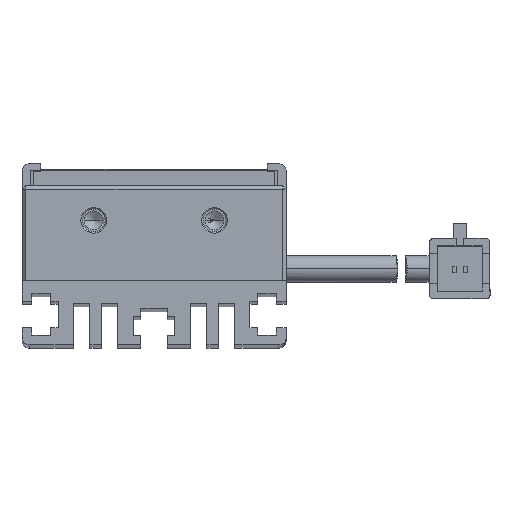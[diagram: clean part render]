
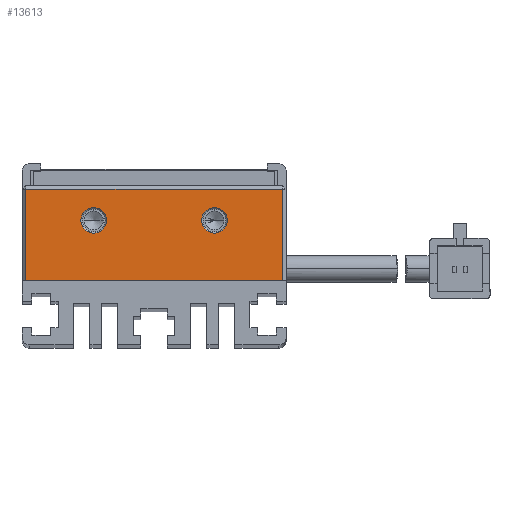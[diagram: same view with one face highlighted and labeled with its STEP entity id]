
A CAD part, top view. The second image highlights one B-rep face of the part: STEP entity #13613.
In plain terms, the highlighted planar face has unit normal (0, 0, 1).
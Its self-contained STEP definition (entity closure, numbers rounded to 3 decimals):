
#121 = DIRECTION ( 'NONE',  ( 1., 0., 0. ) ) ;
#1046 = VERTEX_POINT ( 'NONE', #36787 ) ;
#3099 = DIRECTION ( 'NONE',  ( 1., 0., 0. ) ) ;
#3297 = DIRECTION ( 'NONE',  ( -1., 0., 0. ) ) ;
#4169 = CARTESIAN_POINT ( 'NONE',  ( 47.225, 27.491, 11. ) ) ;
#5792 = CIRCLE ( 'NONE', #80474, 1.7 ) ;
#7803 = DIRECTION ( 'NONE',  ( 0., 0., -1. ) ) ;
#9232 = AXIS2_PLACEMENT_3D ( 'NONE', #29099, #73439, #36610 ) ;
#9798 = CARTESIAN_POINT ( 'NONE',  ( 32.925, 27.491, 11. ) ) ;
#10403 = LINE ( 'NONE', #85452, #57022 ) ;
#11739 = ORIENTED_EDGE ( 'NONE', *, *, #14475, .T. ) ;
#13613 = ADVANCED_FACE ( 'NONE', ( #21811, #87091, #52124 ), #81220, .T. ) ;
#14026 = DIRECTION ( 'NONE',  ( 1., 0., 0. ) ) ;
#14475 = EDGE_CURVE ( 'NONE', #23855, #64859, #34885, .T. ) ;
#15311 = DIRECTION ( 'NONE',  ( 1., 0., 0. ) ) ;
#18707 = VERTEX_POINT ( 'NONE', #73082 ) ;
#19541 = ORIENTED_EDGE ( 'NONE', *, *, #32721, .T. ) ;
#20692 = ORIENTED_EDGE ( 'NONE', *, *, #69143, .T. ) ;
#21811 = FACE_OUTER_BOUND ( 'NONE', #71054, .T. ) ;
#22268 = EDGE_LOOP ( 'NONE', ( #20692, #26915 ) ) ;
#23774 = CARTESIAN_POINT ( 'NONE',  ( 23.925, 31.591, 11. ) ) ;
#23855 = VERTEX_POINT ( 'NONE', #23774 ) ;
#26915 = ORIENTED_EDGE ( 'NONE', *, *, #88723, .T. ) ;
#26950 = VERTEX_POINT ( 'NONE', #69596 ) ;
#29099 = CARTESIAN_POINT ( 'NONE',  ( 40.925, 25.791, 11. ) ) ;
#29458 = AXIS2_PLACEMENT_3D ( 'NONE', #9798, #34465, #81012 ) ;
#29797 = LINE ( 'NONE', #89411, #84630 ) ;
#30636 = CIRCLE ( 'NONE', #51891, 1.7 ) ;
#32721 = EDGE_CURVE ( 'NONE', #26950, #33098, #65226, .T. ) ;
#33098 = VERTEX_POINT ( 'NONE', #57153 ) ;
#34234 = ORIENTED_EDGE ( 'NONE', *, *, #87249, .T. ) ;
#34366 = CARTESIAN_POINT ( 'NONE',  ( 50.625, 27.491, 11. ) ) ;
#34465 = DIRECTION ( 'NONE',  ( 0., 0., -1. ) ) ;
#34676 = EDGE_LOOP ( 'NONE', ( #92223, #19541 ) ) ;
#34885 = LINE ( 'NONE', #50194, #83879 ) ;
#36457 = DIRECTION ( 'NONE',  ( 0., -1., 0. ) ) ;
#36610 = DIRECTION ( 'NONE',  ( 1., 0., 0. ) ) ;
#36787 = CARTESIAN_POINT ( 'NONE',  ( 57.925, 31.591, 11. ) ) ;
#40255 = DIRECTION ( 'NONE',  ( 0., 0., -1. ) ) ;
#42689 = VERTEX_POINT ( 'NONE', #4169 ) ;
#46029 = EDGE_CURVE ( 'NONE', #64859, #18707, #29797, .T. ) ;
#49429 = CARTESIAN_POINT ( 'NONE',  ( 57.925, 25.791, 11. ) ) ;
#50194 = CARTESIAN_POINT ( 'NONE',  ( 23.925, 25.791, 11. ) ) ;
#51891 = AXIS2_PLACEMENT_3D ( 'NONE', #81409, #7803, #14026 ) ;
#52124 = FACE_BOUND ( 'NONE', #34676, .T. ) ;
#54618 = CARTESIAN_POINT ( 'NONE',  ( 48.925, 27.491, 11. ) ) ;
#54871 = ORIENTED_EDGE ( 'NONE', *, *, #78985, .T. ) ;
#55617 = EDGE_CURVE ( 'NONE', #33098, #26950, #5792, .T. ) ;
#55645 = LINE ( 'NONE', #49429, #68411 ) ;
#57022 = VECTOR ( 'NONE', #3297, 1000. ) ;
#57153 = CARTESIAN_POINT ( 'NONE',  ( 34.625, 27.491, 11. ) ) ;
#57857 = CARTESIAN_POINT ( 'NONE',  ( 23.925, 19.491, 11. ) ) ;
#58089 = ORIENTED_EDGE ( 'NONE', *, *, #46029, .T. ) ;
#59934 = DIRECTION ( 'NONE',  ( 0., 0., -1. ) ) ;
#64859 = VERTEX_POINT ( 'NONE', #57857 ) ;
#65026 = DIRECTION ( 'NONE',  ( 0., 1., 0. ) ) ;
#65226 = CIRCLE ( 'NONE', #29458, 1.7 ) ;
#68411 = VECTOR ( 'NONE', #65026, 1000. ) ;
#69143 = EDGE_CURVE ( 'NONE', #92795, #42689, #80627, .T. ) ;
#69596 = CARTESIAN_POINT ( 'NONE',  ( 31.225, 27.491, 11. ) ) ;
#71054 = EDGE_LOOP ( 'NONE', ( #34234, #11739, #58089, #54871 ) ) ;
#73082 = CARTESIAN_POINT ( 'NONE',  ( 57.925, 19.491, 11. ) ) ;
#73439 = DIRECTION ( 'NONE',  ( 0., 0., 1. ) ) ;
#78985 = EDGE_CURVE ( 'NONE', #18707, #1046, #55645, .T. ) ;
#80474 = AXIS2_PLACEMENT_3D ( 'NONE', #88988, #59934, #15311 ) ;
#80627 = CIRCLE ( 'NONE', #83698, 1.7 ) ;
#81012 = DIRECTION ( 'NONE',  ( 1., 0., 0. ) ) ;
#81220 = PLANE ( 'NONE',  #9232 ) ;
#81409 = CARTESIAN_POINT ( 'NONE',  ( 48.925, 27.491, 11. ) ) ;
#83698 = AXIS2_PLACEMENT_3D ( 'NONE', #54618, #40255, #3099 ) ;
#83879 = VECTOR ( 'NONE', #36457, 1000. ) ;
#84630 = VECTOR ( 'NONE', #121, 1000. ) ;
#85452 = CARTESIAN_POINT ( 'NONE',  ( 40.925, 31.591, 11. ) ) ;
#87091 = FACE_BOUND ( 'NONE', #22268, .T. ) ;
#87249 = EDGE_CURVE ( 'NONE', #1046, #23855, #10403, .T. ) ;
#88723 = EDGE_CURVE ( 'NONE', #42689, #92795, #30636, .T. ) ;
#88988 = CARTESIAN_POINT ( 'NONE',  ( 32.925, 27.491, 11. ) ) ;
#89411 = CARTESIAN_POINT ( 'NONE',  ( 40.925, 19.491, 11. ) ) ;
#92223 = ORIENTED_EDGE ( 'NONE', *, *, #55617, .T. ) ;
#92795 = VERTEX_POINT ( 'NONE', #34366 ) ;
